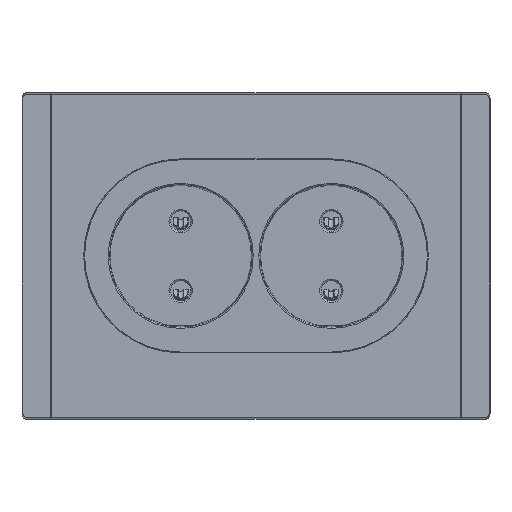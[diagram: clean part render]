
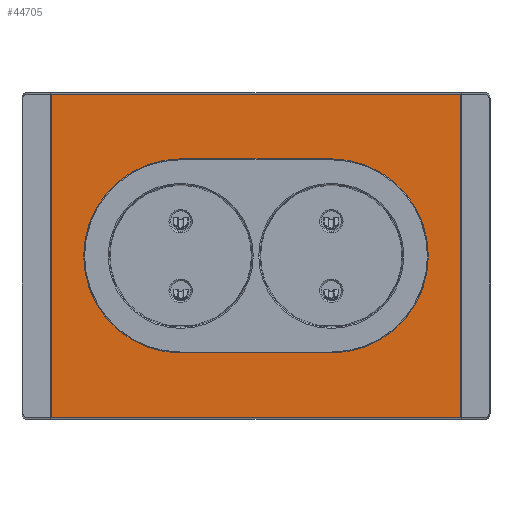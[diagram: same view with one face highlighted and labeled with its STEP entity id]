
A CAD part, top view. The second image highlights one B-rep face of the part: STEP entity #44705.
In plain terms, the highlighted planar face has unit normal (0, 0, 1).
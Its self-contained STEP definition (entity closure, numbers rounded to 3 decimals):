
#2709 = VERTEX_POINT ( 'NONE', #3448 ) ;
#3422 = DIRECTION ( 'NONE',  ( 1., 0., 0. ) ) ;
#3448 = CARTESIAN_POINT ( 'NONE',  ( 94.25, -404.091, 11.5 ) ) ;
#3808 = FACE_OUTER_BOUND ( 'NONE', #74806, .T. ) ;
#7523 = EDGE_LOOP ( 'NONE', ( #41197, #9107, #53510, #46321 ) ) ;
#7558 = DIRECTION ( 'NONE',  ( -1., 0., 0. ) ) ;
#8368 = VECTOR ( 'NONE', #63092, 1000. ) ;
#9039 = CARTESIAN_POINT ( 'NONE',  ( 129.5, -386.43, 11.5 ) ) ;
#9107 = ORIENTED_EDGE ( 'NONE', *, *, #39324, .T. ) ;
#9864 = LINE ( 'NONE', #43188, #14392 ) ;
#10276 = VECTOR ( 'NONE', #7558, 1000. ) ;
#12855 = VERTEX_POINT ( 'NONE', #9039 ) ;
#13932 = LINE ( 'NONE', #61063, #52490 ) ;
#14382 = EDGE_CURVE ( 'NONE', #12855, #23236, #30268, .T. ) ;
#14392 = VECTOR ( 'NONE', #39236, 1000. ) ;
#14779 = CARTESIAN_POINT ( 'NONE',  ( 129.5, -386.43, 11.5 ) ) ;
#15802 = ORIENTED_EDGE ( 'NONE', *, *, #62695, .T. ) ;
#17349 = VECTOR ( 'NONE', #26756, 1000. ) ;
#18669 = VERTEX_POINT ( 'NONE', #59327 ) ;
#22834 = LINE ( 'NONE', #52557, #43304 ) ;
#22973 = DIRECTION ( 'NONE',  ( 0., 0., -1. ) ) ;
#23236 = VERTEX_POINT ( 'NONE', #35020 ) ;
#26756 = DIRECTION ( 'NONE',  ( 1., 0., 0. ) ) ;
#27153 = CARTESIAN_POINT ( 'NONE',  ( 170.5, -333.57, 11.5 ) ) ;
#27506 = DIRECTION ( 'NONE',  ( 1., 0., 0. ) ) ;
#27749 = ORIENTED_EDGE ( 'NONE', *, *, #30249, .T. ) ;
#28321 = AXIS2_PLACEMENT_3D ( 'NONE', #28782, #22973, #47678 ) ;
#28782 = CARTESIAN_POINT ( 'NONE',  ( 170.5, -360., 11.5 ) ) ;
#30249 = EDGE_CURVE ( 'NONE', #2709, #38227, #22834, .T. ) ;
#30268 = LINE ( 'NONE', #14779, #17349 ) ;
#30401 = LINE ( 'NONE', #66696, #10276 ) ;
#35020 = CARTESIAN_POINT ( 'NONE',  ( 170.5, -386.43, 11.5 ) ) ;
#35712 = CIRCLE ( 'NONE', #28321, 26.43 ) ;
#36562 = DIRECTION ( 'NONE',  ( 0., 0., -1. ) ) ;
#38227 = VERTEX_POINT ( 'NONE', #65543 ) ;
#39069 = VERTEX_POINT ( 'NONE', #59562 ) ;
#39236 = DIRECTION ( 'NONE',  ( 0., 1., 0. ) ) ;
#39324 = EDGE_CURVE ( 'NONE', #12855, #18669, #57855, .T. ) ;
#41197 = ORIENTED_EDGE ( 'NONE', *, *, #14382, .F. ) ;
#41837 = EDGE_CURVE ( 'NONE', #39069, #68551, #30401, .T. ) ;
#43188 = CARTESIAN_POINT ( 'NONE',  ( 205.75, -404.091, 11.5 ) ) ;
#43304 = VECTOR ( 'NONE', #27506, 1000. ) ;
#44705 = ADVANCED_FACE ( 'NONE', ( #74127, #3808 ), #51316, .T. ) ;
#44760 = CARTESIAN_POINT ( 'NONE',  ( 150., -360., 11.5 ) ) ;
#44915 = LINE ( 'NONE', #27153, #8368 ) ;
#46321 = ORIENTED_EDGE ( 'NONE', *, *, #69361, .T. ) ;
#47102 = CARTESIAN_POINT ( 'NONE',  ( 94.25, -315.909, 11.5 ) ) ;
#47678 = DIRECTION ( 'NONE',  ( 0., 1., 0. ) ) ;
#48156 = DIRECTION ( 'NONE',  ( -1., 0., 0. ) ) ;
#49795 = EDGE_CURVE ( 'NONE', #68947, #18669, #44915, .T. ) ;
#50947 = DIRECTION ( 'NONE',  ( 0., 0., 1. ) ) ;
#51316 = PLANE ( 'NONE',  #66042 ) ;
#52490 = VECTOR ( 'NONE', #65358, 1000. ) ;
#52557 = CARTESIAN_POINT ( 'NONE',  ( 94.25, -404.091, 11.5 ) ) ;
#53510 = ORIENTED_EDGE ( 'NONE', *, *, #49795, .F. ) ;
#57855 = CIRCLE ( 'NONE', #65266, 26.43 ) ;
#59327 = CARTESIAN_POINT ( 'NONE',  ( 129.5, -333.57, 11.5 ) ) ;
#59562 = CARTESIAN_POINT ( 'NONE',  ( 205.75, -315.909, 11.5 ) ) ;
#60892 = CARTESIAN_POINT ( 'NONE',  ( 129.5, -360., 11.5 ) ) ;
#61063 = CARTESIAN_POINT ( 'NONE',  ( 94.25, -315.909, 11.5 ) ) ;
#61368 = EDGE_CURVE ( 'NONE', #68551, #2709, #13932, .T. ) ;
#62695 = EDGE_CURVE ( 'NONE', #38227, #39069, #9864, .T. ) ;
#63092 = DIRECTION ( 'NONE',  ( -1., 0., 0. ) ) ;
#64793 = CARTESIAN_POINT ( 'NONE',  ( 170.5, -333.57, 11.5 ) ) ;
#65266 = AXIS2_PLACEMENT_3D ( 'NONE', #60892, #36562, #48156 ) ;
#65358 = DIRECTION ( 'NONE',  ( 0., -1., 0. ) ) ;
#65543 = CARTESIAN_POINT ( 'NONE',  ( 205.75, -404.091, 11.5 ) ) ;
#66042 = AXIS2_PLACEMENT_3D ( 'NONE', #44760, #50947, #3422 ) ;
#66189 = ORIENTED_EDGE ( 'NONE', *, *, #61368, .T. ) ;
#66696 = CARTESIAN_POINT ( 'NONE',  ( 205.75, -315.909, 11.5 ) ) ;
#68551 = VERTEX_POINT ( 'NONE', #47102 ) ;
#68947 = VERTEX_POINT ( 'NONE', #64793 ) ;
#69361 = EDGE_CURVE ( 'NONE', #68947, #23236, #35712, .T. ) ;
#73158 = ORIENTED_EDGE ( 'NONE', *, *, #41837, .T. ) ;
#74127 = FACE_BOUND ( 'NONE', #7523, .T. ) ;
#74806 = EDGE_LOOP ( 'NONE', ( #66189, #27749, #15802, #73158 ) ) ;
